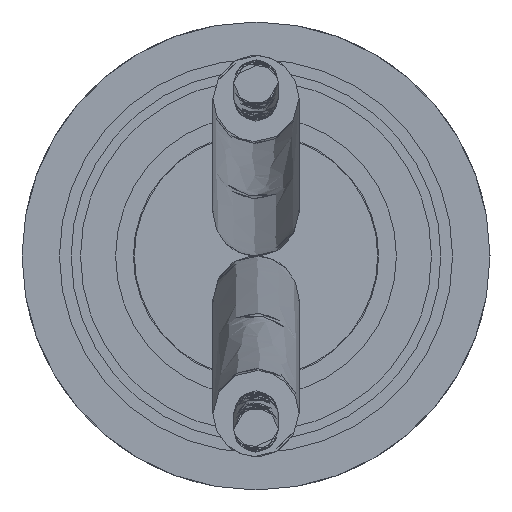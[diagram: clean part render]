
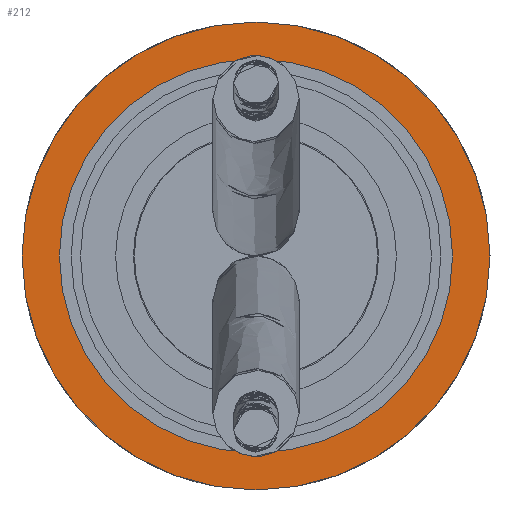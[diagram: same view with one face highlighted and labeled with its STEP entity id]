
A CAD part, left-side view. The second image highlights one B-rep face of the part: STEP entity #212.
In plain terms, the highlighted planar face has unit normal (-1, 0, 0).
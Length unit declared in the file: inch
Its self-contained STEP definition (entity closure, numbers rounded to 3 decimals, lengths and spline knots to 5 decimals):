
#35 = CARTESIAN_POINT ( 'NONE',  ( 0., 0.125, 0. ) ) ;
#93 = EDGE_CURVE ( 'NONE', #791, #900, #257, .T. ) ;
#210 = PLANE ( 'NONE',  #1117 ) ;
#212 = ADVANCED_FACE ( 'NONE', ( #345, #461 ), #210, .T. ) ;
#229 = DIRECTION ( 'NONE',  ( -1., 0., 0. ) ) ;
#235 = EDGE_CURVE ( 'NONE', #900, #791, #1510, .T. ) ;
#246 = DIRECTION ( 'NONE',  ( 0., 1., 0. ) ) ;
#257 = CIRCLE ( 'NONE', #1145, 0.105 ) ;
#321 = ORIENTED_EDGE ( 'NONE', *, *, #949, .F. ) ;
#345 = FACE_BOUND ( 'NONE', #544, .T. ) ;
#366 = CARTESIAN_POINT ( 'NONE',  ( 0., -0.115, 0. ) ) ;
#376 = VERTEX_POINT ( 'NONE', #35 ) ;
#399 = DIRECTION ( 'NONE',  ( 0., 1., 0. ) ) ;
#416 = CARTESIAN_POINT ( 'NONE',  ( 0., 0., 0. ) ) ;
#444 = EDGE_LOOP ( 'NONE', ( #321, #680 ) ) ;
#461 = FACE_OUTER_BOUND ( 'NONE', #444, .T. ) ;
#466 = CARTESIAN_POINT ( 'NONE',  ( 0., 0., 0. ) ) ;
#468 = DIRECTION ( 'NONE',  ( 1., 0., 0. ) ) ;
#535 = CIRCLE ( 'NONE', #1407, 0.125 ) ;
#544 = EDGE_LOOP ( 'NONE', ( #766, #619 ) ) ;
#574 = DIRECTION ( 'NONE',  ( 0., 1., 0. ) ) ;
#593 = DIRECTION ( 'NONE',  ( 0., -1., 0. ) ) ;
#598 = DIRECTION ( 'NONE',  ( 0., 1., 0. ) ) ;
#619 = ORIENTED_EDGE ( 'NONE', *, *, #235, .T. ) ;
#662 = CARTESIAN_POINT ( 'NONE',  ( 0., -0.105, 0. ) ) ;
#671 = AXIS2_PLACEMENT_3D ( 'NONE', #1083, #468, #246 ) ;
#680 = ORIENTED_EDGE ( 'NONE', *, *, #1084, .F. ) ;
#710 = DIRECTION ( 'NONE',  ( 1., 0., 0. ) ) ;
#766 = ORIENTED_EDGE ( 'NONE', *, *, #93, .T. ) ;
#791 = VERTEX_POINT ( 'NONE', #1228 ) ;
#820 = CARTESIAN_POINT ( 'NONE',  ( 0., 0., 0. ) ) ;
#900 = VERTEX_POINT ( 'NONE', #662 ) ;
#949 = EDGE_CURVE ( 'NONE', #376, #1022, #535, .T. ) ;
#1022 = VERTEX_POINT ( 'NONE', #1355 ) ;
#1083 = CARTESIAN_POINT ( 'NONE',  ( 0., 0., 0. ) ) ;
#1084 = EDGE_CURVE ( 'NONE', #1022, #376, #1091, .T. ) ;
#1091 = CIRCLE ( 'NONE', #1277, 0.125 ) ;
#1117 = AXIS2_PLACEMENT_3D ( 'NONE', #366, #229, #593 ) ;
#1145 = AXIS2_PLACEMENT_3D ( 'NONE', #416, #1227, #399 ) ;
#1227 = DIRECTION ( 'NONE',  ( 1., 0., 0. ) ) ;
#1228 = CARTESIAN_POINT ( 'NONE',  ( 0., 0.105, 0. ) ) ;
#1277 = AXIS2_PLACEMENT_3D ( 'NONE', #820, #1321, #598 ) ;
#1321 = DIRECTION ( 'NONE',  ( 1., 0., 0. ) ) ;
#1355 = CARTESIAN_POINT ( 'NONE',  ( 0., -0.125, 0. ) ) ;
#1407 = AXIS2_PLACEMENT_3D ( 'NONE', #466, #710, #574 ) ;
#1510 = CIRCLE ( 'NONE', #671, 0.105 ) ;
